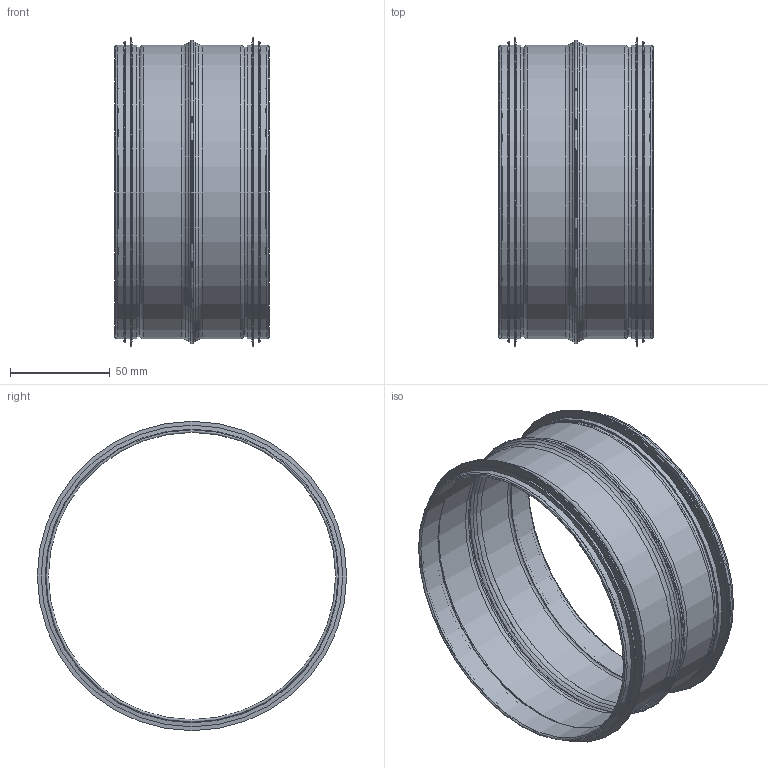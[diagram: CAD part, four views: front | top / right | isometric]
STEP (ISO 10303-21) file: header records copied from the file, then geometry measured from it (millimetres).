
FILE_DESCRIPTION(('STEP AP203'),'1');
FILE_NAME('V 4061019 SR-VBS 150 Rohrverbinder.STP','2019-11-15T10:58:47',(' '),(' '),'Spatial InterOp 3D',' ',' ');
FILE_SCHEMA(('CONFIG_CONTROL_DESIGN'));
Length unit declared in the file: millimetre
Products named in the file (1): 1
Bounding box: 77.5 x 155.3 x 155.3 mm (x, y, z)
Volume: 35577.1 mm3; surface area: 88747.6 mm2
Topology: 1 solids, 3 shells, 62 faces, 120 edges, 62 vertices
Faces by surface type: torus 24, cylinder 22, cone 12, plane 4
Full cylindrical faces by diameter (mm): 144.1 x2, 145.3 x4, 146.1 x4, 147.3 x8, 151.3 x2, 155.3 x2
Entity records: 1296 total; most frequent: DIRECTION 250, CARTESIAN_POINT 187, AXIS2_PLACEMENT_3D 125, EDGE_LOOP 124, ORIENTED_EDGE 124, FACE_BOUND 120, ADVANCED_FACE 62, EDGE_CURVE 62
